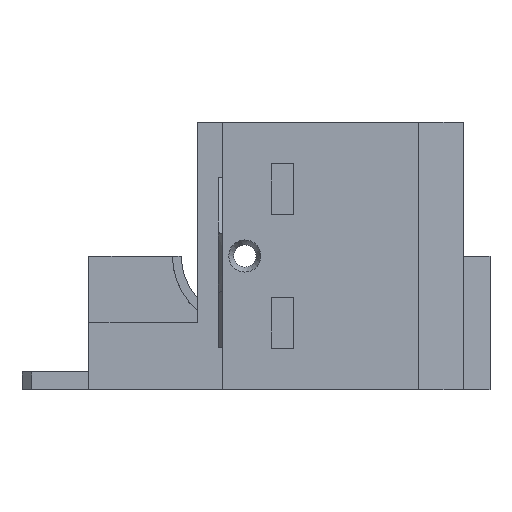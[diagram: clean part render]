
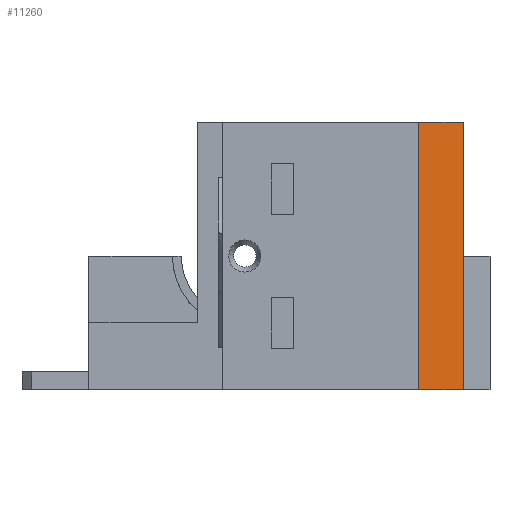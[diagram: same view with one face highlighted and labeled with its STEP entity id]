
A CAD part, front view. The second image highlights one B-rep face of the part: STEP entity #11260.
In plain terms, the highlighted planar face has unit normal (0.707, -0.707, 0).
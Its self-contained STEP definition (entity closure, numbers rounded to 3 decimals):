
#1588 = PLANE('',#1589);
#1589 = AXIS2_PLACEMENT_3D('',#1590,#1591,#1592);
#1590 = CARTESIAN_POINT('',(42.,-42.,0.));
#1591 = DIRECTION('',(0.,0.,1.));
#1592 = DIRECTION('',(1.,0.,0.));
#5096 = PLANE('',#5097);
#5097 = AXIS2_PLACEMENT_3D('',#5098,#5099,#5100);
#5098 = CARTESIAN_POINT('',(42.,-42.,30.));
#5099 = DIRECTION('',(0.,0.,1.));
#5100 = DIRECTION('',(1.,0.,0.));
#6003 = VERTEX_POINT('',#6004);
#6004 = CARTESIAN_POINT('',(42.,-37.,0.));
#6020 = PLANE('',#6021);
#6021 = AXIS2_PLACEMENT_3D('',#6022,#6023,#6024);
#6022 = CARTESIAN_POINT('',(42.,-42.,0.));
#6023 = DIRECTION('',(-1.,-0.,-0.));
#6024 = DIRECTION('',(0.,0.,-1.));
#6032 = EDGE_CURVE('',#6003,#6033,#6035,.T.);
#6033 = VERTEX_POINT('',#6034);
#6034 = CARTESIAN_POINT('',(37.,-42.,0.));
#6035 = SURFACE_CURVE('',#6036,(#6040,#6047),.PCURVE_S1.);
#6036 = LINE('',#6037,#6038);
#6037 = CARTESIAN_POINT('',(41.268,-37.732,
    0.));
#6038 = VECTOR('',#6039,1.);
#6039 = DIRECTION('',(-0.707,-0.707,-0.));
#6040 = PCURVE('',#1588,#6041);
#6041 = DEFINITIONAL_REPRESENTATION('',(#6042),#6046);
#6042 = LINE('',#6043,#6044);
#6043 = CARTESIAN_POINT('',(-0.732,4.268));
#6044 = VECTOR('',#6045,1.);
#6045 = DIRECTION('',(-0.707,-0.707));
#6046 = ( GEOMETRIC_REPRESENTATION_CONTEXT(2) 
PARAMETRIC_REPRESENTATION_CONTEXT() REPRESENTATION_CONTEXT('2D SPACE',''
  ) );
#6047 = PCURVE('',#6048,#6053);
#6048 = PLANE('',#6049);
#6049 = AXIS2_PLACEMENT_3D('',#6050,#6051,#6052);
#6050 = CARTESIAN_POINT('',(43.036,-35.964,-0.1));
#6051 = DIRECTION('',(0.707,-0.707,0.));
#6052 = DIRECTION('',(0.,-0.,-1.));
#6053 = DEFINITIONAL_REPRESENTATION('',(#6054),#6058);
#6054 = LINE('',#6055,#6056);
#6055 = CARTESIAN_POINT('',(-0.1,-2.5));
#6056 = VECTOR('',#6057,1.);
#6057 = DIRECTION('',(-0.,-1.));
#6058 = ( GEOMETRIC_REPRESENTATION_CONTEXT(2) 
PARAMETRIC_REPRESENTATION_CONTEXT() REPRESENTATION_CONTEXT('2D SPACE',''
  ) );
#6076 = PLANE('',#6077);
#6077 = AXIS2_PLACEMENT_3D('',#6078,#6079,#6080);
#6078 = CARTESIAN_POINT('',(42.,-42.,0.));
#6079 = DIRECTION('',(0.,1.,0.));
#6080 = DIRECTION('',(0.,0.,-1.));
#9711 = VERTEX_POINT('',#9712);
#9712 = CARTESIAN_POINT('',(42.,-37.,30.));
#9733 = EDGE_CURVE('',#9711,#9734,#9736,.T.);
#9734 = VERTEX_POINT('',#9735);
#9735 = CARTESIAN_POINT('',(37.,-42.,30.));
#9736 = SURFACE_CURVE('',#9737,(#9741,#9748),.PCURVE_S1.);
#9737 = LINE('',#9738,#9739);
#9738 = CARTESIAN_POINT('',(41.268,-37.732,30.));
#9739 = VECTOR('',#9740,1.);
#9740 = DIRECTION('',(-0.707,-0.707,-0.));
#9741 = PCURVE('',#5096,#9742);
#9742 = DEFINITIONAL_REPRESENTATION('',(#9743),#9747);
#9743 = LINE('',#9744,#9745);
#9744 = CARTESIAN_POINT('',(-0.732,4.268));
#9745 = VECTOR('',#9746,1.);
#9746 = DIRECTION('',(-0.707,-0.707));
#9747 = ( GEOMETRIC_REPRESENTATION_CONTEXT(2) 
PARAMETRIC_REPRESENTATION_CONTEXT() REPRESENTATION_CONTEXT('2D SPACE',''
  ) );
#9748 = PCURVE('',#6048,#9749);
#9749 = DEFINITIONAL_REPRESENTATION('',(#9750),#9754);
#9750 = LINE('',#9751,#9752);
#9751 = CARTESIAN_POINT('',(-30.1,-2.5));
#9752 = VECTOR('',#9753,1.);
#9753 = DIRECTION('',(-0.,-1.));
#9754 = ( GEOMETRIC_REPRESENTATION_CONTEXT(2) 
PARAMETRIC_REPRESENTATION_CONTEXT() REPRESENTATION_CONTEXT('2D SPACE',''
  ) );
#10992 = EDGE_CURVE('',#9711,#6003,#10993,.T.);
#10993 = SURFACE_CURVE('',#10994,(#10998,#11005),.PCURVE_S1.);
#10994 = LINE('',#10995,#10996);
#10995 = CARTESIAN_POINT('',(42.,-37.,-0.05));
#10996 = VECTOR('',#10997,1.);
#10997 = DIRECTION('',(-0.,-0.,-1.));
#10998 = PCURVE('',#6020,#10999);
#10999 = DEFINITIONAL_REPRESENTATION('',(#11000),#11004);
#11000 = LINE('',#11001,#11002);
#11001 = CARTESIAN_POINT('',(0.05,-5.));
#11002 = VECTOR('',#11003,1.);
#11003 = DIRECTION('',(1.,-0.));
#11004 = ( GEOMETRIC_REPRESENTATION_CONTEXT(2) 
PARAMETRIC_REPRESENTATION_CONTEXT() REPRESENTATION_CONTEXT('2D SPACE',''
  ) );
#11005 = PCURVE('',#6048,#11006);
#11006 = DEFINITIONAL_REPRESENTATION('',(#11007),#11011);
#11007 = LINE('',#11008,#11009);
#11008 = CARTESIAN_POINT('',(-0.05,-1.464));
#11009 = VECTOR('',#11010,1.);
#11010 = DIRECTION('',(1.,-0.));
#11011 = ( GEOMETRIC_REPRESENTATION_CONTEXT(2) 
PARAMETRIC_REPRESENTATION_CONTEXT() REPRESENTATION_CONTEXT('2D SPACE',''
  ) );
#11260 = ADVANCED_FACE('',(#11261),#6048,.T.);
#11261 = FACE_BOUND('',#11262,.F.);
#11262 = EDGE_LOOP('',(#11263,#11264,#11265,#11266));
#11263 = ORIENTED_EDGE('',*,*,#9733,.F.);
#11264 = ORIENTED_EDGE('',*,*,#10992,.T.);
#11265 = ORIENTED_EDGE('',*,*,#6032,.T.);
#11266 = ORIENTED_EDGE('',*,*,#11267,.T.);
#11267 = EDGE_CURVE('',#6033,#9734,#11268,.T.);
#11268 = SURFACE_CURVE('',#11269,(#11273,#11280),.PCURVE_S1.);
#11269 = LINE('',#11270,#11271);
#11270 = CARTESIAN_POINT('',(37.,-42.,-0.05));
#11271 = VECTOR('',#11272,1.);
#11272 = DIRECTION('',(0.,0.,1.));
#11273 = PCURVE('',#6048,#11274);
#11274 = DEFINITIONAL_REPRESENTATION('',(#11275),#11279);
#11275 = LINE('',#11276,#11277);
#11276 = CARTESIAN_POINT('',(-0.05,-8.536));
#11277 = VECTOR('',#11278,1.);
#11278 = DIRECTION('',(-1.,0.));
#11279 = ( GEOMETRIC_REPRESENTATION_CONTEXT(2) 
PARAMETRIC_REPRESENTATION_CONTEXT() REPRESENTATION_CONTEXT('2D SPACE',''
  ) );
#11280 = PCURVE('',#6076,#11281);
#11281 = DEFINITIONAL_REPRESENTATION('',(#11282),#11286);
#11282 = LINE('',#11283,#11284);
#11283 = CARTESIAN_POINT('',(0.05,5.));
#11284 = VECTOR('',#11285,1.);
#11285 = DIRECTION('',(-1.,-0.));
#11286 = ( GEOMETRIC_REPRESENTATION_CONTEXT(2) 
PARAMETRIC_REPRESENTATION_CONTEXT() REPRESENTATION_CONTEXT('2D SPACE',''
  ) );
